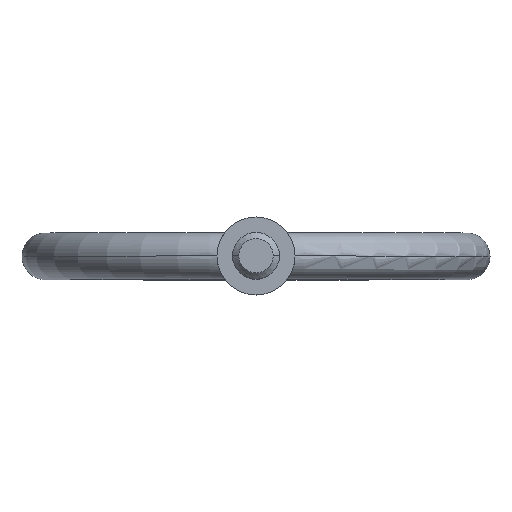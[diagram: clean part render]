
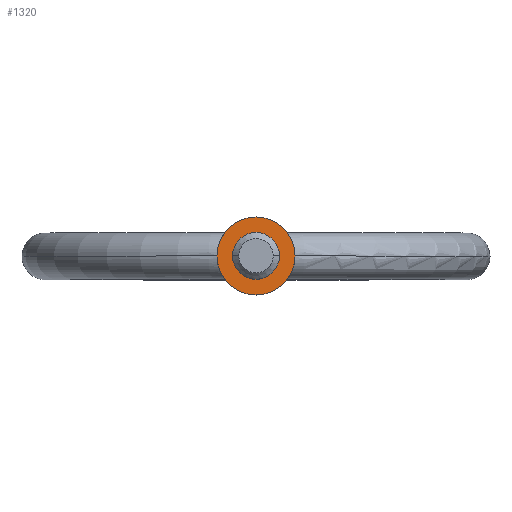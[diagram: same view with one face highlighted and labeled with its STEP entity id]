
A CAD part, top view. The second image highlights one B-rep face of the part: STEP entity #1320.
In plain terms, the highlighted face is planar.
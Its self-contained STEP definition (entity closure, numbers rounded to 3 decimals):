
#380=CARTESIAN_POINT('',(3.,0.,0.));
#390=VERTEX_POINT('',#380);
#440=CARTESIAN_POINT('',(0.,0.,0.)
);
#450=DIRECTION('',(0.,0.,-1.));
#460=DIRECTION('',(-1.,0.,0.));
#470=AXIS2_PLACEMENT_3D('',#440,#450,#460);
#480=CIRCLE('',#470,3.);
#490=CARTESIAN_POINT('',(-3.,0.,0.));
#500=VERTEX_POINT('',#490);
#510=EDGE_CURVE('',#500,#390,#480,.T.);
#1070=CARTESIAN_POINT('',(0.,0.,0.));
#1080=DIRECTION('',(0.,0.,1.));
#1090=DIRECTION('',(-1.,0.,0.));
#1100=AXIS2_PLACEMENT_3D('',#1070,#1080,#1090);
#1110=PLANE('',#1100);
#1120=CARTESIAN_POINT('',(0.,0.,0.));
#1130=DIRECTION('',(0.,0.,1.));
#1140=DIRECTION('',(-1.,0.,0.));
#1150=AXIS2_PLACEMENT_3D('',#1120,#1130,#1140);
#1160=CIRCLE('',#1150,5.);
#1170=CARTESIAN_POINT('',(-5.,0.,0.));
#1180=VERTEX_POINT('',#1170);
#1190=CARTESIAN_POINT('',(5.,0.,0.));
#1200=VERTEX_POINT('',#1190);
#1210=EDGE_CURVE('',#1180,#1200,#1160,.T.);
#1220=ORIENTED_EDGE('',*,*,#1210,.F.);
#1230=EDGE_CURVE('',#1200,#1180,#1160,.T.);
#1240=ORIENTED_EDGE('',*,*,#1230,.F.);
#1250=EDGE_LOOP('',(#1240,#1220));
#1260=FACE_OUTER_BOUND('',#1250,.T.);
#1270=ORIENTED_EDGE('',*,*,#510,.F.);
#1280=EDGE_CURVE('',#390,#500,#480,.T.);
#1290=ORIENTED_EDGE('',*,*,#1280,.F.);
#1300=EDGE_LOOP('',(#1290,#1270));
#1310=FACE_BOUND('',#1300,.T.);
#1320=ADVANCED_FACE('',(#1260,#1310),#1110,.F.);
